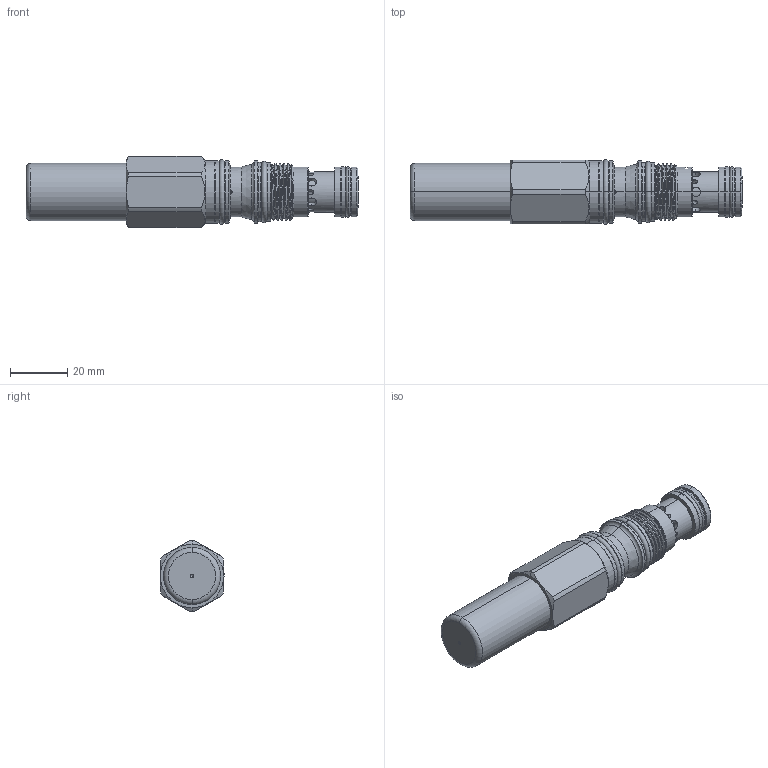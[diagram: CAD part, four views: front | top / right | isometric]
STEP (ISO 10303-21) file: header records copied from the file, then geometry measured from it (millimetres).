
FILE_DESCRIPTION (( 'STEP AP203' ), '1' );
FILE_NAME ('SC11A30-C.STEP', '2020-03-25T02:42:05', ( '' ), ( '' ), 'SwSTEP 2.0', 'SolidWorks 2018', '' );
FILE_SCHEMA (( 'CONFIG_CONTROL_DESIGN' ));
Length unit declared in the file: millimetre
Products named in the file (1): SC11A30-C
Bounding box: 115.94 x 22.55 x 24.8 mm (x, y, z)
Volume: 30717.6 mm3; surface area: 15181.3 mm2
Topology: 4 solids, 6 shells, 344 faces, 828 edges, 520 vertices
Faces by surface type: cylinder 193, plane 65, cone 48, torus 28, bspline 9, sphere 1
Entity records: 18513 total; most frequent: CARTESIAN_POINT 10842, ORIENTED_EDGE 1648, DIRECTION 1524, EDGE_CURVE 824, AXIS2_PLACEMENT_3D 631, VERTEX_POINT 519, EDGE_LOOP 387, FACE_OUTER_BOUND 344
